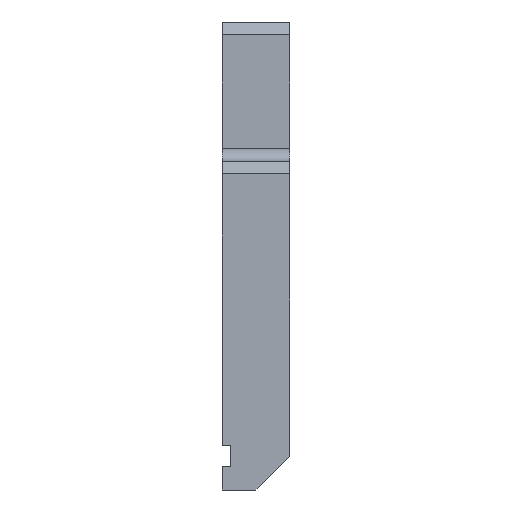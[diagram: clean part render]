
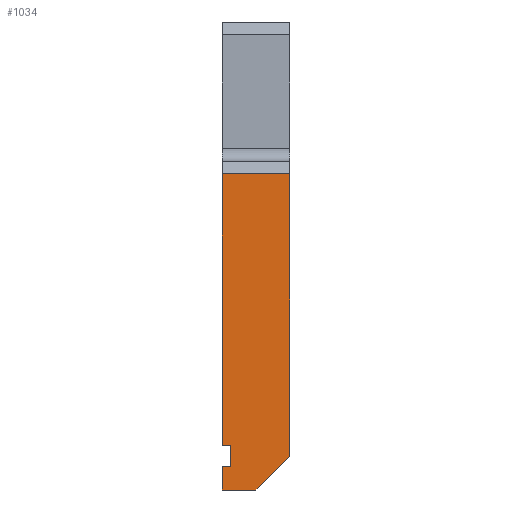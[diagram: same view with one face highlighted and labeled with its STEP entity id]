
A CAD part, left-side view. The second image highlights one B-rep face of the part: STEP entity #1034.
In plain terms, the highlighted planar face has unit normal (-1, 0, 0).
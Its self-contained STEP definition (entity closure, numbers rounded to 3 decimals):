
#7 = CARTESIAN_POINT ( 'NONE',  ( -30., 7., -14.75 ) ) ;
#13 = VECTOR ( 'NONE', #1426, 1000. ) ;
#32 = VECTOR ( 'NONE', #722, 1000. ) ;
#59 = VECTOR ( 'NONE', #326, 1000. ) ;
#74 = DIRECTION ( 'NONE',  ( 0., 0., 1. ) ) ;
#76 = ORIENTED_EDGE ( 'NONE', *, *, #555, .T. ) ;
#78 = CARTESIAN_POINT ( 'NONE',  ( -30., 7., -17.25 ) ) ;
#117 = ORIENTED_EDGE ( 'NONE', *, *, #289, .T. ) ;
#204 = PLANE ( 'NONE',  #1078 ) ;
#215 = CARTESIAN_POINT ( 'NONE',  ( -30., 8., 17.5 ) ) ;
#223 = CARTESIAN_POINT ( 'NONE',  ( -30., 4., -20. ) ) ;
#235 = VECTOR ( 'NONE', #1172, 1000. ) ;
#288 = ORIENTED_EDGE ( 'NONE', *, *, #490, .T. ) ;
#289 = EDGE_CURVE ( 'NONE', #959, #1660, #1360, .T. ) ;
#296 = CARTESIAN_POINT ( 'NONE',  ( -30., 0., 17.5 ) ) ;
#301 = CARTESIAN_POINT ( 'NONE',  ( -30., 8., -17.25 ) ) ;
#319 = LINE ( 'NONE', #1117, #1481 ) ;
#326 = DIRECTION ( 'NONE',  ( 0., 0., 1. ) ) ;
#349 = ORIENTED_EDGE ( 'NONE', *, *, #1121, .F. ) ;
#352 = LINE ( 'NONE', #1222, #1345 ) ;
#376 = CARTESIAN_POINT ( 'NONE',  ( -30., 8., 17.5 ) ) ;
#410 = CARTESIAN_POINT ( 'NONE',  ( -30., 7., -14.75 ) ) ;
#429 = CARTESIAN_POINT ( 'NONE',  ( -30., 8., -14.75 ) ) ;
#462 = DIRECTION ( 'NONE',  ( 0., -1., 0. ) ) ;
#469 = VERTEX_POINT ( 'NONE', #915 ) ;
#479 = EDGE_CURVE ( 'NONE', #1041, #933, #1169, .T. ) ;
#490 = EDGE_CURVE ( 'NONE', #469, #1041, #1551, .T. ) ;
#552 = VERTEX_POINT ( 'NONE', #410 ) ;
#555 = EDGE_CURVE ( 'NONE', #552, #1213, #1157, .T. ) ;
#578 = LINE ( 'NONE', #1085, #59 ) ;
#584 = CARTESIAN_POINT ( 'NONE',  ( -30., 8., -20. ) ) ;
#707 = ORIENTED_EDGE ( 'NONE', *, *, #1162, .T. ) ;
#711 = EDGE_CURVE ( 'NONE', #1144, #552, #715, .T. ) ;
#715 = LINE ( 'NONE', #429, #838 ) ;
#722 = DIRECTION ( 'NONE',  ( 0., 1., 0. ) ) ;
#784 = EDGE_CURVE ( 'NONE', #1144, #1660, #578, .T. ) ;
#803 = ORIENTED_EDGE ( 'NONE', *, *, #711, .T. ) ;
#838 = VECTOR ( 'NONE', #462, 1000. ) ;
#892 = ORIENTED_EDGE ( 'NONE', *, *, #479, .T. ) ;
#894 = CARTESIAN_POINT ( 'NONE',  ( -30., 7., -17.25 ) ) ;
#915 = CARTESIAN_POINT ( 'NONE',  ( -30., 8., -20. ) ) ;
#918 = VERTEX_POINT ( 'NONE', #301 ) ;
#933 = VERTEX_POINT ( 'NONE', #1337 ) ;
#959 = VERTEX_POINT ( 'NONE', #296 ) ;
#970 = LINE ( 'NONE', #78, #1301 ) ;
#984 = ORIENTED_EDGE ( 'NONE', *, *, #784, .F. ) ;
#996 = DIRECTION ( 'NONE',  ( 0., 0., 1. ) ) ;
#1019 = EDGE_CURVE ( 'NONE', #1213, #918, #970, .T. ) ;
#1034 = ADVANCED_FACE ( 'NONE', ( #1217 ), #204, .F. ) ;
#1035 = DIRECTION ( 'NONE',  ( 0., 0., -1. ) ) ;
#1039 = CARTESIAN_POINT ( 'NONE',  ( -30., 8., -20. ) ) ;
#1041 = VERTEX_POINT ( 'NONE', #223 ) ;
#1078 = AXIS2_PLACEMENT_3D ( 'NONE', #584, #1608, #1366 ) ;
#1081 = DIRECTION ( 'NONE',  ( 0., 1., 0. ) ) ;
#1085 = CARTESIAN_POINT ( 'NONE',  ( -30., 8., -20. ) ) ;
#1117 = CARTESIAN_POINT ( 'NONE',  ( -30., 0., -20. ) ) ;
#1121 = EDGE_CURVE ( 'NONE', #469, #918, #352, .T. ) ;
#1144 = VERTEX_POINT ( 'NONE', #1612 ) ;
#1157 = LINE ( 'NONE', #7, #1624 ) ;
#1159 = EDGE_LOOP ( 'NONE', ( #76, #1214, #349, #288, #892, #707, #117, #984, #803 ) ) ;
#1162 = EDGE_CURVE ( 'NONE', #933, #959, #319, .T. ) ;
#1169 = LINE ( 'NONE', #1291, #235 ) ;
#1172 = DIRECTION ( 'NONE',  ( 0., -0.707, 0.707 ) ) ;
#1213 = VERTEX_POINT ( 'NONE', #894 ) ;
#1214 = ORIENTED_EDGE ( 'NONE', *, *, #1019, .T. ) ;
#1217 = FACE_OUTER_BOUND ( 'NONE', #1159, .T. ) ;
#1222 = CARTESIAN_POINT ( 'NONE',  ( -30., 8., -20. ) ) ;
#1291 = CARTESIAN_POINT ( 'NONE',  ( -30., 4., -20. ) ) ;
#1301 = VECTOR ( 'NONE', #1081, 1000. ) ;
#1337 = CARTESIAN_POINT ( 'NONE',  ( -30., 0., -16. ) ) ;
#1345 = VECTOR ( 'NONE', #996, 1000. ) ;
#1360 = LINE ( 'NONE', #215, #32 ) ;
#1366 = DIRECTION ( 'NONE',  ( 0., 0., -1. ) ) ;
#1426 = DIRECTION ( 'NONE',  ( 0., -1., 0. ) ) ;
#1481 = VECTOR ( 'NONE', #74, 1000. ) ;
#1551 = LINE ( 'NONE', #1039, #13 ) ;
#1608 = DIRECTION ( 'NONE',  ( 1., 0., 0. ) ) ;
#1612 = CARTESIAN_POINT ( 'NONE',  ( -30., 8., -14.75 ) ) ;
#1624 = VECTOR ( 'NONE', #1035, 1000. ) ;
#1660 = VERTEX_POINT ( 'NONE', #376 ) ;
